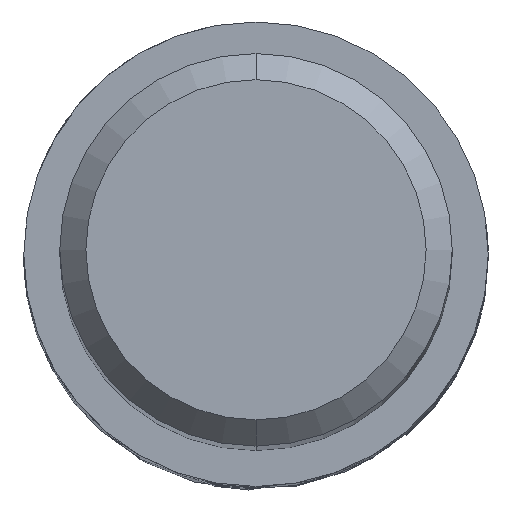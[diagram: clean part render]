
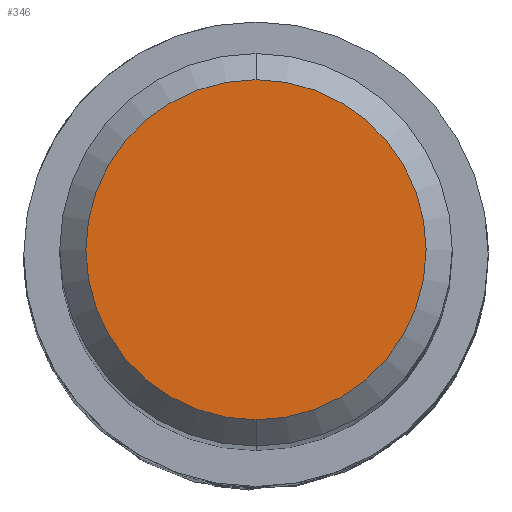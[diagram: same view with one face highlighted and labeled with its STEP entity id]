
A CAD part, top view. The second image highlights one B-rep face of the part: STEP entity #346.
In plain terms, the highlighted planar face has unit normal (0, 0, 1).
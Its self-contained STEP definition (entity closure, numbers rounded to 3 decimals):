
#346=ADVANCED_FACE('',(#907),#908,.T.);
#454=VERTEX_POINT('',#1023);
#520=VERTEX_POINT('',#1099);
#538=EDGE_CURVE('',#454,#520,#1118,.T.);
#776=EDGE_CURVE('',#520,#454,#1381,.T.);
#907=FACE_OUTER_BOUND('',#2522,.T.);
#908=PLANE('',#2523);
#1023=CARTESIAN_POINT('',(0.,-2.6,0.0));
#1099=CARTESIAN_POINT('',(0.0,2.6,0.0));
#1118=CIRCLE('',#3021,2.6);
#1381=CIRCLE('',#4662,2.6);
#2522=EDGE_LOOP('',(#5010,#5011));
#2523=AXIS2_PLACEMENT_3D('',#5012,#5013,#5014);
#3021=AXIS2_PLACEMENT_3D('',#5247,#5248,#5249);
#4662=AXIS2_PLACEMENT_3D('',#5560,#5561,#5562);
#5010=ORIENTED_EDGE('',*,*,#776,.F.);
#5011=ORIENTED_EDGE('',*,*,#538,.F.);
#5012=CARTESIAN_POINT('',(0.0,1.3,0.0));
#5013=DIRECTION('',(-0.0,0.0,1.0));
#5014=DIRECTION('',(0.0,-1.0,0.0));
#5247=CARTESIAN_POINT('',(0.0,0.0,0.0));
#5248=DIRECTION('',(0.0,0.0,-1.0));
#5249=DIRECTION('',(0.0,1.0,0.0));
#5560=CARTESIAN_POINT('',(0.0,0.0,0.0));
#5561=DIRECTION('',(0.0,0.0,-1.0));
#5562=DIRECTION('',(0.0,1.0,0.0));
